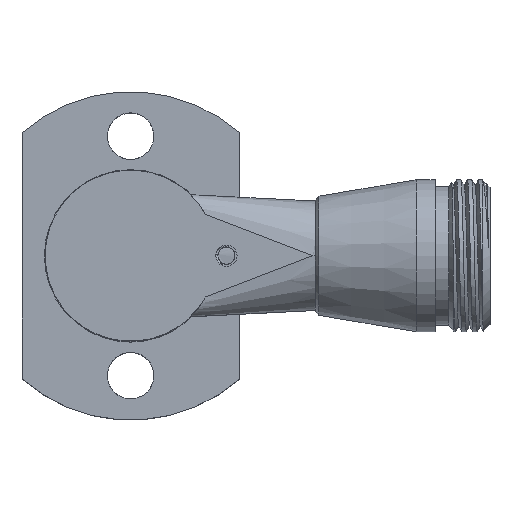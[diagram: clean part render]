
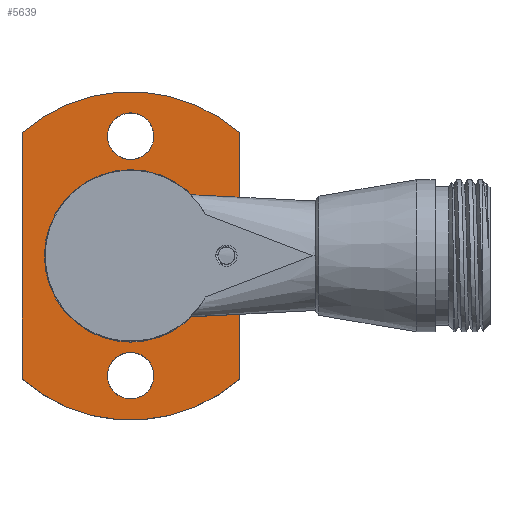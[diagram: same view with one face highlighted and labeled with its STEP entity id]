
A CAD part, top view. The second image highlights one B-rep face of the part: STEP entity #5639.
In plain terms, the highlighted planar face has unit normal (0, 0, 1).
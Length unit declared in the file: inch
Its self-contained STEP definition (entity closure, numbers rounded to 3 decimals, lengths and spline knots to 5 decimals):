
#2140=CARTESIAN_POINT('',(0.,0.,0.31732));
#2141=DIRECTION('',(0.,0.,1.));
#2142=DIRECTION('',(0.661,0.75,0.));
#2143=AXIS2_PLACEMENT_3D('',#2140,#2141,#2142);
#2145=DIRECTION('',(0.,1.,0.));
#2146=VECTOR('',#2145,1.41729);
#2147=CARTESIAN_POINT('',(0.625,-0.70864,0.31732));
#2148=LINE('',#2147,#2146);
#2149=CARTESIAN_POINT('',(0.,0.,0.31732));
#2150=DIRECTION('',(0.,0.,1.));
#2151=DIRECTION('',(-0.661,-0.75,0.));
#2152=AXIS2_PLACEMENT_3D('',#2149,#2150,#2151);
#2154=DIRECTION('',(0.,-1.,0.));
#2155=VECTOR('',#2154,1.41729);
#2156=CARTESIAN_POINT('',(-0.625,0.70864,0.31732));
#2157=LINE('',#2156,#2155);
#2158=CARTESIAN_POINT('',(0.,0.,0.31732));
#2159=DIRECTION('',(0.,0.,-1.));
#2160=DIRECTION('',(-1.,0.,0.));
#2161=AXIS2_PLACEMENT_3D('',#2158,#2159,#2160);
#2163=CARTESIAN_POINT('',(0.,0.,0.31732));
#2164=DIRECTION('',(0.,0.,-1.));
#2165=DIRECTION('',(1.,0.,0.));
#2166=AXIS2_PLACEMENT_3D('',#2163,#2164,#2165);
#2168=CARTESIAN_POINT('',(0.,-0.68898,0.31732));
#2169=DIRECTION('',(0.,0.,1.));
#2170=DIRECTION('',(0.,-1.,0.));
#2171=AXIS2_PLACEMENT_3D('',#2168,#2169,#2170);
#2173=CARTESIAN_POINT('',(0.,-0.68898,0.31732));
#2174=DIRECTION('',(0.,0.,1.));
#2175=DIRECTION('',(0.,1.,0.));
#2176=AXIS2_PLACEMENT_3D('',#2173,#2174,#2175);
#2178=CARTESIAN_POINT('',(0.,0.68898,0.31732));
#2179=DIRECTION('',(0.,0.,1.));
#2180=DIRECTION('',(0.,-1.,0.));
#2181=AXIS2_PLACEMENT_3D('',#2178,#2179,#2180);
#2183=CARTESIAN_POINT('',(0.,0.68898,0.31732));
#2184=DIRECTION('',(0.,0.,1.));
#2185=DIRECTION('',(0.,1.,0.));
#2186=AXIS2_PLACEMENT_3D('',#2183,#2184,#2185);
#3070=CARTESIAN_POINT('',(0.625,0.70864,0.31732));
#3071=CARTESIAN_POINT('',(-0.625,0.70864,0.31732));
#3072=VERTEX_POINT('',#3070);
#3073=VERTEX_POINT('',#3071);
#3074=CARTESIAN_POINT('',(-0.625,-0.70864,0.31732));
#3075=VERTEX_POINT('',#3074);
#3076=CARTESIAN_POINT('',(0.625,-0.70864,0.31732));
#3077=VERTEX_POINT('',#3076);
#3078=CARTESIAN_POINT('',(-0.49606,0.,0.31732));
#3079=CARTESIAN_POINT('',(0.49606,0.,0.31732));
#3080=VERTEX_POINT('',#3078);
#3081=VERTEX_POINT('',#3079);
#3094=CARTESIAN_POINT('',(0.,-0.82283,0.31732));
#3095=CARTESIAN_POINT('',(0.,-0.55512,0.31732));
#3096=VERTEX_POINT('',#3094);
#3097=VERTEX_POINT('',#3095);
#3098=CARTESIAN_POINT('',(0.,0.55512,0.31732));
#3099=CARTESIAN_POINT('',(0.,0.82283,0.31732));
#3100=VERTEX_POINT('',#3098);
#3101=VERTEX_POINT('',#3099);
#5608=CARTESIAN_POINT('',(0.,0.,0.31732));
#5609=DIRECTION('',(0.,0.,1.));
#5610=DIRECTION('',(1.,0.,0.));
#5611=AXIS2_PLACEMENT_3D('',#5608,#5609,#5610);
#5612=PLANE('',#5611);
#5614=ORIENTED_EDGE('',*,*,#5613,.F.);
#5616=ORIENTED_EDGE('',*,*,#5615,.F.);
#5618=ORIENTED_EDGE('',*,*,#5617,.F.);
#5620=ORIENTED_EDGE('',*,*,#5619,.F.);
#5621=EDGE_LOOP('',(#5614,#5616,#5618,#5620));
#5622=FACE_OUTER_BOUND('',#5621,.F.);
#5623=ORIENTED_EDGE('',*,*,#5588,.F.);
#5624=ORIENTED_EDGE('',*,*,#5602,.F.);
#5625=EDGE_LOOP('',(#5623,#5624));
#5626=FACE_BOUND('',#5625,.F.);
#5628=ORIENTED_EDGE('',*,*,#5627,.T.);
#5630=ORIENTED_EDGE('',*,*,#5629,.T.);
#5631=EDGE_LOOP('',(#5628,#5630));
#5632=FACE_BOUND('',#5631,.F.);
#5634=ORIENTED_EDGE('',*,*,#5633,.T.);
#5636=ORIENTED_EDGE('',*,*,#5635,.T.);
#5637=EDGE_LOOP('',(#5634,#5636));
#5638=FACE_BOUND('',#5637,.F.);
#5639=ADVANCED_FACE('',(#5622,#5626,#5632,#5638),#5612,.T.);
#2144=CIRCLE('',#2143,0.94488);
#2153=CIRCLE('',#2152,0.94488);
#2162=CIRCLE('',#2161,0.49606);
#2167=CIRCLE('',#2166,0.49606);
#2172=CIRCLE('',#2171,0.13386);
#2177=CIRCLE('',#2176,0.13386);
#2182=CIRCLE('',#2181,0.13386);
#2187=CIRCLE('',#2186,0.13386);
#5588=EDGE_CURVE('',#3080,#3081,#2162,.T.);
#5602=EDGE_CURVE('',#3081,#3080,#2167,.T.);
#5613=EDGE_CURVE('',#3072,#3073,#2144,.T.);
#5615=EDGE_CURVE('',#3077,#3072,#2148,.T.);
#5617=EDGE_CURVE('',#3075,#3077,#2153,.T.);
#5619=EDGE_CURVE('',#3073,#3075,#2157,.T.);
#5627=EDGE_CURVE('',#3096,#3097,#2172,.T.);
#5629=EDGE_CURVE('',#3097,#3096,#2177,.T.);
#5633=EDGE_CURVE('',#3100,#3101,#2182,.T.);
#5635=EDGE_CURVE('',#3101,#3100,#2187,.T.);
